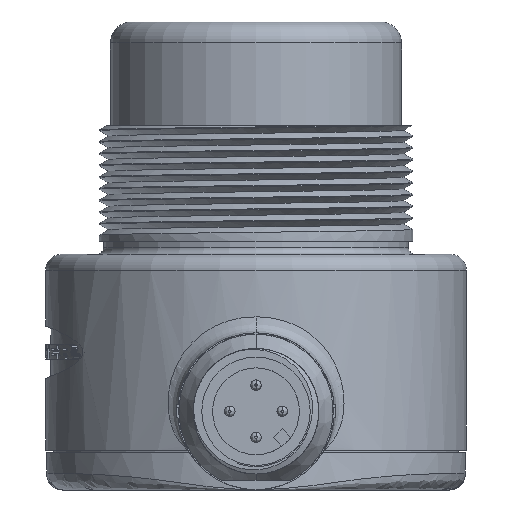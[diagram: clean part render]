
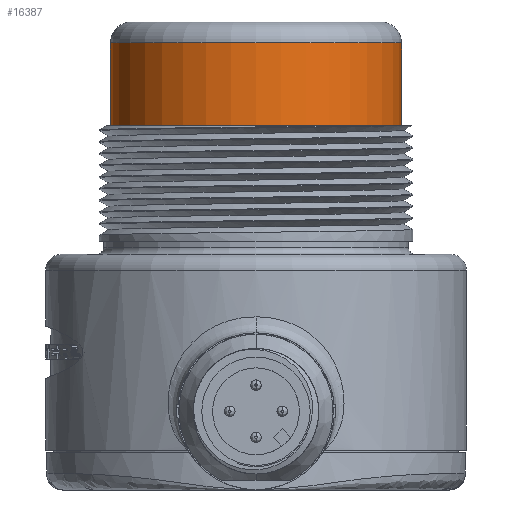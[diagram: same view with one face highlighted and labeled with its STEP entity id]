
A CAD part, front view. The second image highlights one B-rep face of the part: STEP entity #16387.
In plain terms, the highlighted cylindrical face has radius 13.9 mm (diameter 27.8 mm), a partial arc.
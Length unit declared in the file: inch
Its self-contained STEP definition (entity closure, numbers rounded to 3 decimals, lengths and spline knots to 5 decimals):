
#2927=CARTESIAN_POINT('',(0.,0.,0.934));
#2928=DIRECTION('',(0.,0.,1.));
#2929=DIRECTION('',(-1.,0.,0.));
#2930=AXIS2_PLACEMENT_3D('',#2927,#2928,#2929);
#2937=CARTESIAN_POINT('',(0.,0.,1.24502));
#2938=DIRECTION('',(0.,0.,1.));
#2939=DIRECTION('',(-1.,0.,0.));
#2940=AXIS2_PLACEMENT_3D('',#2937,#2938,#2939);
#2942=DIRECTION('',(0.,0.,1.));
#2943=VECTOR('',#2942,0.31102);
#2944=CARTESIAN_POINT('',(0.54724,0.,0.934));
#2945=LINE('',#2944,#2943);
#2951=DIRECTION('',(0.,0.,1.));
#2952=VECTOR('',#2951,0.31102);
#2953=CARTESIAN_POINT('',(-0.54724,0.,0.934));
#2954=LINE('',#2953,#2952);
#13221=CARTESIAN_POINT('',(-0.54724,0.,1.24502));
#13222=CARTESIAN_POINT('',(0.54724,0.,1.24502));
#13223=VERTEX_POINT('',#13221);
#13224=VERTEX_POINT('',#13222);
#13261=CARTESIAN_POINT('',(-0.54724,0.,0.934));
#13262=CARTESIAN_POINT('',(0.54724,0.,0.934));
#13263=VERTEX_POINT('',#13261);
#13264=VERTEX_POINT('',#13262);
#16373=CARTESIAN_POINT('',(0.,0.,0.38951));
#16374=DIRECTION('',(0.,0.,1.));
#16375=DIRECTION('',(-1.,0.,0.));
#16376=AXIS2_PLACEMENT_3D('',#16373,#16374,#16375);
#16377=CYLINDRICAL_SURFACE('',#16376,0.54724);
#16378=ORIENTED_EDGE('',*,*,#16366,.F.);
#16380=ORIENTED_EDGE('',*,*,#16379,.T.);
#16382=ORIENTED_EDGE('',*,*,#16381,.T.);
#16384=ORIENTED_EDGE('',*,*,#16383,.F.);
#16385=EDGE_LOOP('',(#16378,#16380,#16382,#16384));
#16386=FACE_OUTER_BOUND('',#16385,.F.);
#16387=ADVANCED_FACE('',(#16386),#16377,.T.);
#2931=CIRCLE('',#2930,0.54724);
#2941=CIRCLE('',#2940,0.54724);
#16366=EDGE_CURVE('',#13263,#13264,#2931,.T.);
#16379=EDGE_CURVE('',#13263,#13223,#2954,.T.);
#16381=EDGE_CURVE('',#13223,#13224,#2941,.T.);
#16383=EDGE_CURVE('',#13264,#13224,#2945,.T.);
